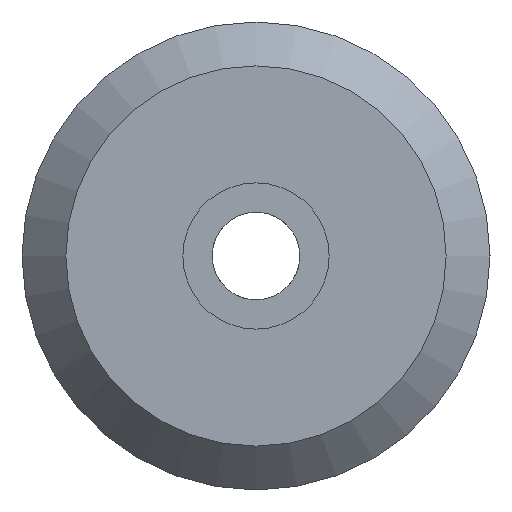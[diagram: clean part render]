
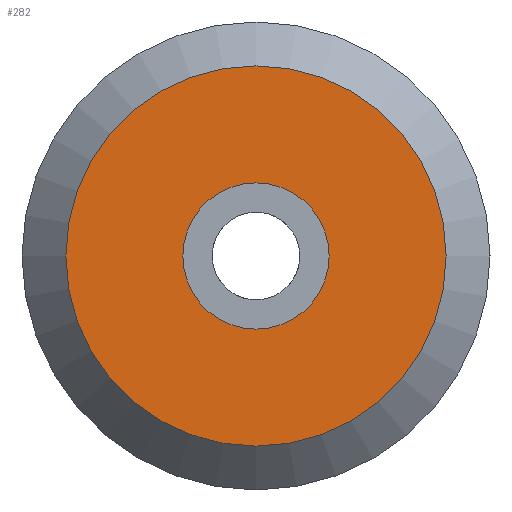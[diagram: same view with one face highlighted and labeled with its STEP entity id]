
A CAD part, left-side view. The second image highlights one B-rep face of the part: STEP entity #282.
In plain terms, the highlighted planar face has unit normal (-1, 0, 0).
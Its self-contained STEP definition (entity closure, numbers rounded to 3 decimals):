
#1 = CARTESIAN_POINT ( 'NONE',  ( -120., 2.5, 0. ) ) ;
#11 = DIRECTION ( 'NONE',  ( 0., 0., -1. ) ) ;
#26 = CIRCLE ( 'NONE', #290, 2.5 ) ;
#34 = EDGE_LOOP ( 'NONE', ( #315 ) ) ;
#57 = FACE_BOUND ( 'NONE', #34, .T. ) ;
#65 = EDGE_CURVE ( 'NONE', #548, #548, #26, .T. ) ;
#68 = FACE_OUTER_BOUND ( 'NONE', #143, .T. ) ;
#74 = DIRECTION ( 'NONE',  ( 0., 0., -1. ) ) ;
#94 = CARTESIAN_POINT ( 'NONE',  ( -120., 0., 0. ) ) ;
#118 = CARTESIAN_POINT ( 'NONE',  ( -120., 0., 0. ) ) ;
#143 = EDGE_LOOP ( 'NONE', ( #479 ) ) ;
#163 = DIRECTION ( 'NONE',  ( 1., 0., 0. ) ) ;
#182 = VERTEX_POINT ( 'NONE', #415 ) ;
#282 = ADVANCED_FACE ( 'NONE', ( #57, #68 ), #348, .T. ) ;
#290 = AXIS2_PLACEMENT_3D ( 'NONE', #118, #163, #74 ) ;
#315 = ORIENTED_EDGE ( 'NONE', *, *, #65, .T. ) ;
#342 = DIRECTION ( 'NONE',  ( -1., 0., 0. ) ) ;
#348 = PLANE ( 'NONE',  #537 ) ;
#394 = CIRCLE ( 'NONE', #461, 6.5 ) ;
#396 = EDGE_CURVE ( 'NONE', #182, #182, #394, .T. ) ;
#415 = CARTESIAN_POINT ( 'NONE',  ( -120., 0., -6.5 ) ) ;
#429 = DIRECTION ( 'NONE',  ( 1., 0., 0. ) ) ;
#458 = DIRECTION ( 'NONE',  ( 0., 0., 1. ) ) ;
#461 = AXIS2_PLACEMENT_3D ( 'NONE', #94, #429, #11 ) ;
#479 = ORIENTED_EDGE ( 'NONE', *, *, #396, .F. ) ;
#489 = CARTESIAN_POINT ( 'NONE',  ( -120., 0., -2.5 ) ) ;
#537 = AXIS2_PLACEMENT_3D ( 'NONE', #1, #342, #458 ) ;
#548 = VERTEX_POINT ( 'NONE', #489 ) ;
